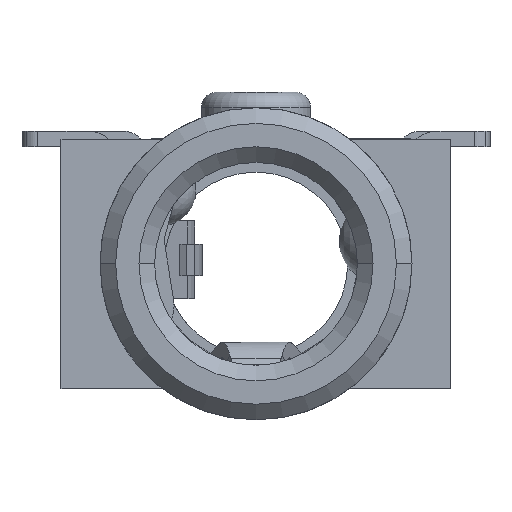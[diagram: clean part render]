
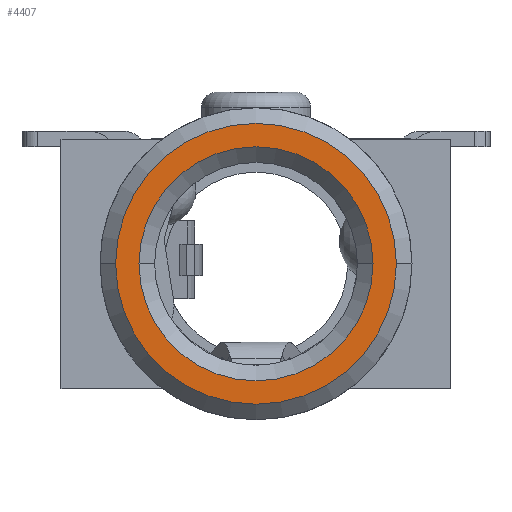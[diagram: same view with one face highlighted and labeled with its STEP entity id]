
A CAD part, front view. The second image highlights one B-rep face of the part: STEP entity #4407.
In plain terms, the highlighted planar face has unit normal (0, -1, 0).
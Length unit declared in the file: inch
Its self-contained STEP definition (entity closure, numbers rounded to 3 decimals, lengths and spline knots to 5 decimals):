
#784 = DIRECTION ( 'NONE',  ( -1., 0., 0. ) ) ;
#1149 = AXIS2_PLACEMENT_3D ( 'NONE', #1252, #7926, #8149 ) ;
#1252 = CARTESIAN_POINT ( 'NONE',  ( 6.36399, -0.47244, 6.59618 ) ) ;
#2743 = CARTESIAN_POINT ( 'NONE',  ( 6.29313, -0.47244, 6.59618 ) ) ;
#3102 = DIRECTION ( 'NONE',  ( 0., 1., 0. ) ) ;
#3476 = CIRCLE ( 'NONE', #9981, 0.05906 ) ;
#3661 = DIRECTION ( 'NONE',  ( 0., 1., 0. ) ) ;
#3742 = CARTESIAN_POINT ( 'NONE',  ( 6.44273, -0.47244, 6.59618 ) ) ;
#3770 = ORIENTED_EDGE ( 'NONE', *, *, #4679, .F. ) ;
#3841 = ORIENTED_EDGE ( 'NONE', *, *, #4048, .F. ) ;
#4048 = EDGE_CURVE ( 'NONE', #9244, #5703, #3476, .T. ) ;
#4187 = CARTESIAN_POINT ( 'NONE',  ( 6.36399, -0.47244, 6.59618 ) ) ;
#4407 = ADVANCED_FACE ( 'NONE', ( #12379, #11431 ), #11277, .F. ) ;
#4409 = EDGE_LOOP ( 'NONE', ( #8007, #13208 ) ) ;
#4679 = EDGE_CURVE ( 'NONE', #5703, #9244, #5082, .T. ) ;
#4838 = DIRECTION ( 'NONE',  ( 0., -1., 0. ) ) ;
#4852 = EDGE_CURVE ( 'NONE', #9879, #10397, #12273, .T. ) ;
#5082 = CIRCLE ( 'NONE', #10642, 0.05906 ) ;
#5703 = VERTEX_POINT ( 'NONE', #9127 ) ;
#5784 = CARTESIAN_POINT ( 'NONE',  ( 6.36399, -0.47244, 6.59618 ) ) ;
#6236 = AXIS2_PLACEMENT_3D ( 'NONE', #3742, #3661, #10123 ) ;
#7368 = AXIS2_PLACEMENT_3D ( 'NONE', #4187, #3102, #784 ) ;
#7785 = DIRECTION ( 'NONE',  ( 1., 0., 0. ) ) ;
#7926 = DIRECTION ( 'NONE',  ( 0., 1., 0. ) ) ;
#7981 = CARTESIAN_POINT ( 'NONE',  ( 6.43486, -0.47244, 6.59618 ) ) ;
#8007 = ORIENTED_EDGE ( 'NONE', *, *, #10615, .F. ) ;
#8149 = DIRECTION ( 'NONE',  ( -1., 0., 0. ) ) ;
#8304 = EDGE_LOOP ( 'NONE', ( #3841, #3770 ) ) ;
#8318 = CARTESIAN_POINT ( 'NONE',  ( 6.42305, -0.47244, 6.59618 ) ) ;
#9127 = CARTESIAN_POINT ( 'NONE',  ( 6.30494, -0.47244, 6.59618 ) ) ;
#9244 = VERTEX_POINT ( 'NONE', #8318 ) ;
#9879 = VERTEX_POINT ( 'NONE', #7981 ) ;
#9981 = AXIS2_PLACEMENT_3D ( 'NONE', #5784, #4838, #11514 ) ;
#10123 = DIRECTION ( 'NONE',  ( 1., 0., 0. ) ) ;
#10397 = VERTEX_POINT ( 'NONE', #2743 ) ;
#10615 = EDGE_CURVE ( 'NONE', #10397, #9879, #13401, .T. ) ;
#10642 = AXIS2_PLACEMENT_3D ( 'NONE', #12214, #11050, #7785 ) ;
#11050 = DIRECTION ( 'NONE',  ( 0., -1., 0. ) ) ;
#11277 = PLANE ( 'NONE',  #6236 ) ;
#11431 = FACE_BOUND ( 'NONE', #8304, .T. ) ;
#11514 = DIRECTION ( 'NONE',  ( 1., 0., 0. ) ) ;
#12214 = CARTESIAN_POINT ( 'NONE',  ( 6.36399, -0.47244, 6.59618 ) ) ;
#12273 = CIRCLE ( 'NONE', #1149, 0.07087 ) ;
#12379 = FACE_OUTER_BOUND ( 'NONE', #4409, .T. ) ;
#13208 = ORIENTED_EDGE ( 'NONE', *, *, #4852, .F. ) ;
#13401 = CIRCLE ( 'NONE', #7368, 0.07087 ) ;
